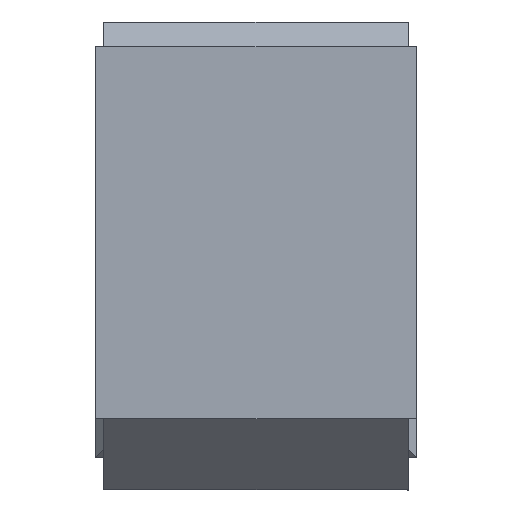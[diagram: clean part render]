
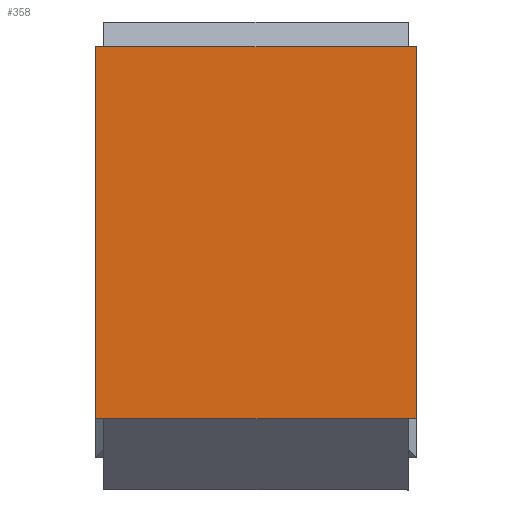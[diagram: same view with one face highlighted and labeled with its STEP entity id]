
A CAD part, front view. The second image highlights one B-rep face of the part: STEP entity #358.
In plain terms, the highlighted planar face has unit normal (0, -1, 0).
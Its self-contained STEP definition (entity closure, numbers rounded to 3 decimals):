
#20=FACE_OUTER_BOUND('',#41,.T.);
#41=EDGE_LOOP('',(#242,#243,#244,#245));
#65=LINE('',#526,#114);
#66=LINE('',#528,#115);
#67=LINE('',#530,#116);
#68=LINE('',#531,#117);
#114=VECTOR('',#427,10.);
#115=VECTOR('',#428,10.);
#116=VECTOR('',#429,10.);
#117=VECTOR('',#430,10.);
#163=VERTEX_POINT('',#524);
#164=VERTEX_POINT('',#525);
#165=VERTEX_POINT('',#527);
#166=VERTEX_POINT('',#529);
#193=EDGE_CURVE('',#163,#164,#65,.T.);
#194=EDGE_CURVE('',#164,#165,#66,.T.);
#195=EDGE_CURVE('',#165,#166,#67,.T.);
#196=EDGE_CURVE('',#166,#163,#68,.T.);
#242=ORIENTED_EDGE('',*,*,#193,.T.);
#243=ORIENTED_EDGE('',*,*,#194,.T.);
#244=ORIENTED_EDGE('',*,*,#195,.T.);
#245=ORIENTED_EDGE('',*,*,#196,.T.);
#337=PLANE('',#394);
#358=ADVANCED_FACE('',(#20),#337,.F.);
#394=AXIS2_PLACEMENT_3D('',#523,#425,#426);
#425=DIRECTION('center_axis',(0.,1.,0.));
#426=DIRECTION('ref_axis',(1.,0.,0.));
#427=DIRECTION('',(0.,0.,1.));
#428=DIRECTION('',(-1.,0.,0.));
#429=DIRECTION('',(0.,0.,-1.));
#430=DIRECTION('',(1.,0.,0.));
#523=CARTESIAN_POINT('Origin',(0.,-4.875,0.));
#524=CARTESIAN_POINT('',(7.85,-4.875,-7.958));
#525=CARTESIAN_POINT('',(7.85,-4.875,10.25));
#526=CARTESIAN_POINT('',(7.85,-4.875,0.744));
#527=CARTESIAN_POINT('',(-7.85,-4.875,10.25));
#528=CARTESIAN_POINT('',(-3.031,-4.875,10.25));
#529=CARTESIAN_POINT('',(-7.85,-4.875,-7.958));
#530=CARTESIAN_POINT('',(-7.85,-4.875,0.744));
#531=CARTESIAN_POINT('',(0.694,-4.875,-7.958));
